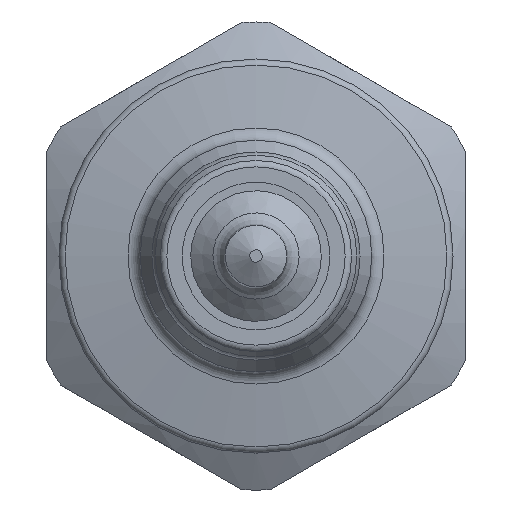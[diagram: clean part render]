
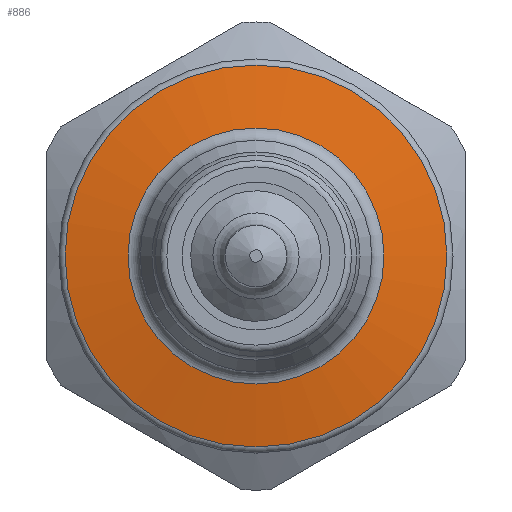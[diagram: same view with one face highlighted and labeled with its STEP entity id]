
A CAD part, left-side view. The second image highlights one B-rep face of the part: STEP entity #886.
In plain terms, the highlighted conical face has half-angle 80 degrees and reference radius 6.35 mm.
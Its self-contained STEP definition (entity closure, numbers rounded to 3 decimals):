
#40=CONICAL_SURFACE('',#1000,6.35,1.396);
#76=LINE('',#1470,#113);
#113=VECTOR('',#1218,6.35);
#242=FACE_OUTER_BOUND('',#305,.T.);
#305=EDGE_LOOP('',(#706,#707,#708,#709));
#368=CIRCLE('',#989,7.752);
#374=CIRCLE('',#1001,5.196);
#432=VERTEX_POINT('',#1448);
#436=VERTEX_POINT('',#1468);
#522=EDGE_CURVE('',#432,#432,#368,.T.);
#532=EDGE_CURVE('',#436,#436,#374,.T.);
#533=EDGE_CURVE('',#436,#432,#76,.T.);
#706=ORIENTED_EDGE('',*,*,#532,.F.);
#707=ORIENTED_EDGE('',*,*,#533,.T.);
#708=ORIENTED_EDGE('',*,*,#522,.F.);
#709=ORIENTED_EDGE('',*,*,#533,.F.);
#886=ADVANCED_FACE('',(#242),#40,.T.);
#989=AXIS2_PLACEMENT_3D('',#1449,#1188,#1189);
#1000=AXIS2_PLACEMENT_3D('',#1467,#1214,#1215);
#1001=AXIS2_PLACEMENT_3D('',#1469,#1216,#1217);
#1188=DIRECTION('center_axis',(1.,0.,0.));
#1189=DIRECTION('ref_axis',(0.,0.,-1.));
#1214=DIRECTION('center_axis',(1.,0.,0.));
#1215=DIRECTION('ref_axis',(0.,0.,1.));
#1216=DIRECTION('center_axis',(-1.,0.,0.));
#1217=DIRECTION('ref_axis',(0.,0.,-1.));
#1218=DIRECTION('',(0.174,0.,-0.985));
#1448=CARTESIAN_POINT('',(18.338,0.,-7.752));
#1449=CARTESIAN_POINT('Origin',(18.338,0.,0.));
#1467=CARTESIAN_POINT('Origin',(18.091,0.,0.));
#1468=CARTESIAN_POINT('',(17.887,0.,-5.196));
#1469=CARTESIAN_POINT('Origin',(17.887,0.,0.));
#1470=CARTESIAN_POINT('',(18.091,0.,-6.35));
